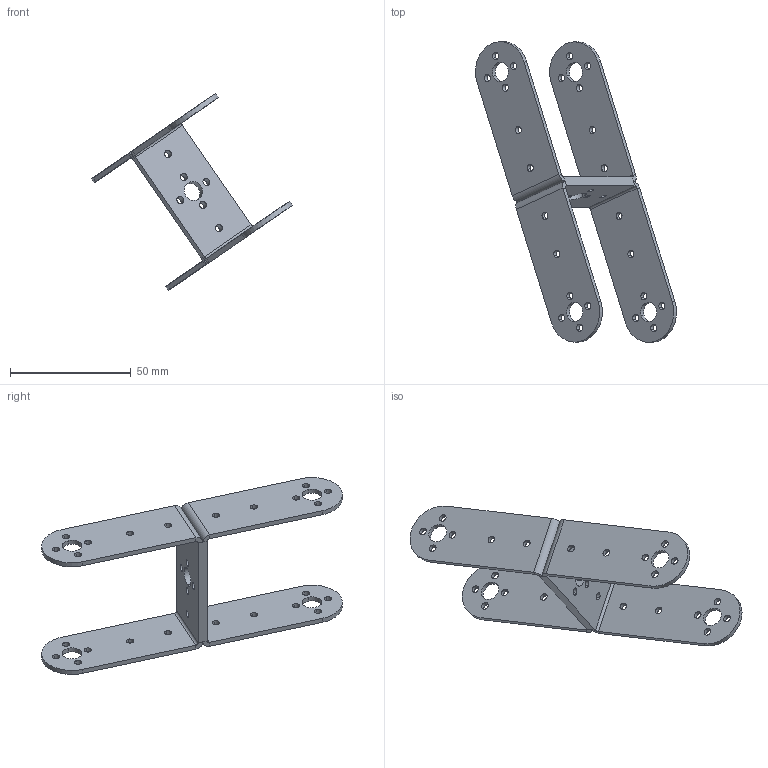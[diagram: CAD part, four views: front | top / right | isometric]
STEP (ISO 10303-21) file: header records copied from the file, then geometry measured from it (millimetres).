
FILE_DESCRIPTION (( 'STEP AP203' ), '1' );
FILE_NAME ('Joint_2_modelo_6R.ipt_Predeterminado_sldprt.STEP', '2020-07-01T22:02:59', ( '' ), ( '' ), 'SwSTEP 2.0', 'SolidWorks 2020', '' );
FILE_SCHEMA (( 'CONFIG_CONTROL_DESIGN' ));
Length unit declared in the file: millimetre
Products named in the file (1): Joint_2_modelo_6R.ipt_Predeterminado_sldprt
Bounding box: 83.04 x 124.23 x 81.43 mm (x, y, z)
Volume: 16479.7 mm3; surface area: 16709.6 mm2
Topology: 1 solids, 1 shells, 110 faces, 292 edges, 184 vertices
Faces by surface type: cylinder 82, plane 28
Entity records: 3681 total; most frequent: DIRECTION 678, CARTESIAN_POINT 587, ORIENTED_EDGE 584, EDGE_CURVE 292, AXIS2_PLACEMENT_3D 275, VERTEX_POINT 184, EDGE_LOOP 180, CIRCLE 164
